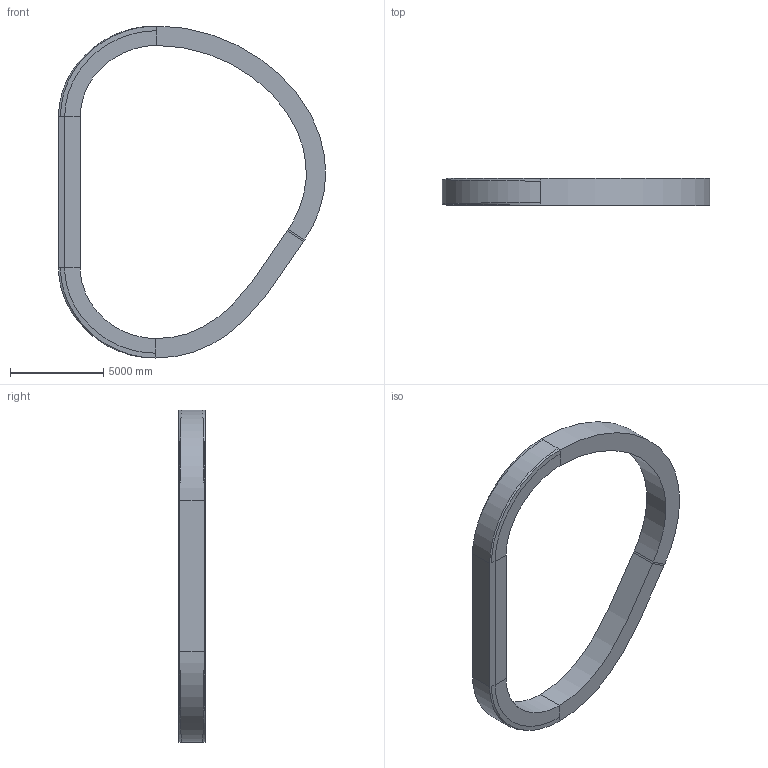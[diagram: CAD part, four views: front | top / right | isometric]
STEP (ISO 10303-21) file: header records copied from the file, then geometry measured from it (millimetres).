
FILE_DESCRIPTION(('Open CASCADE Model'),'2;1');
FILE_NAME('Open CASCADE Shape Model','2016-10-26T08:56:22',('Author'),( 'Open CASCADE'),'Open CASCADE STEP processor 6.9','Open CASCADE 6.9' ,'Unknown');
FILE_SCHEMA(('AUTOMOTIVE_DESIGN { 1 0 10303 214 1 1 1 1 }'));
Length unit declared in the file: metre
Products named in the file (3): Open CASCADE STEP translator 6.9 2; Open CASCADE STEP translator 6.9 2.1; Open CASCADE STEP translator 6.9 2.2
Assembly tree (2 placements, depth 2):
  Open CASCADE STEP translator 6.9 2
    Open CASCADE STEP translator 6.9 2.1
    Open CASCADE STEP translator 6.9 2.2
Bounding box: 14329.79 x 1443 x 17794.09 mm (x, y, z)
Volume: 75056944977.7 mm3; surface area: 598784495.2 mm2
Topology: 2 solids, 3 shells, 82 faces, 170 edges, 88 vertices
Faces by surface type: plane 50, bspline 32
Entity records: 5919 total; most frequent: CARTESIAN_POINT 3050, ORIENTED_EDGE 340, PCURVE 340, DEFINITIONAL_REPRESENTATION 340, B_SPLINE_CURVE_WITH_KNOTS 321, DIRECTION 295, LINE 189, VECTOR 189
